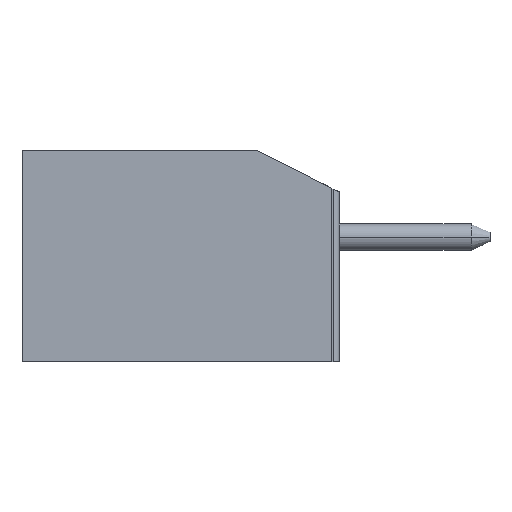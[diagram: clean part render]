
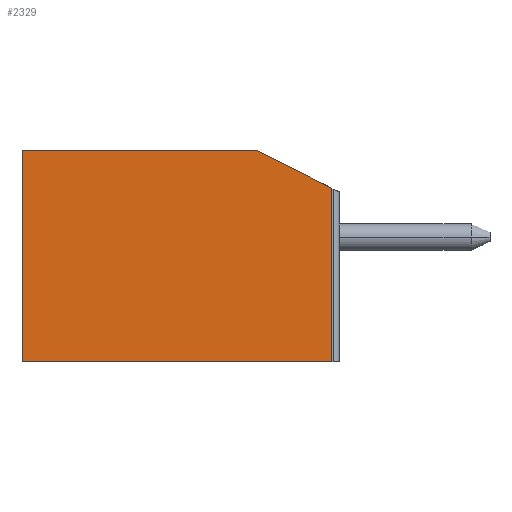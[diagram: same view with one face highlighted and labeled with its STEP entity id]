
A CAD part, left-side view. The second image highlights one B-rep face of the part: STEP entity #2329.
In plain terms, the highlighted planar face has unit normal (-1, 0, 0).
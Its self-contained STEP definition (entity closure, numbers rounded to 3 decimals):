
#5=DIRECTION('',(0.,0.,1.));
#6=VECTOR('',#5,4.6);
#7=CARTESIAN_POINT('',(-6.49,0.,-2.8));
#8=LINE('',#7,#6);
#495=DIRECTION('',(0.,0.894,0.447));
#496=VECTOR('',#495,2.236);
#497=CARTESIAN_POINT('',(-6.49,0.,1.8));
#498=LINE('',#497,#496);
#499=DIRECTION('',(0.,1.,0.));
#500=VECTOR('',#499,8.2);
#501=CARTESIAN_POINT('',(-6.49,0.,-2.8));
#502=LINE('',#501,#500);
#523=DIRECTION('',(0.,0.,1.));
#524=VECTOR('',#523,5.6);
#525=CARTESIAN_POINT('',(-6.49,8.2,-2.8));
#526=LINE('',#525,#524);
#1019=DIRECTION('',(0.,1.,0.));
#1020=VECTOR('',#1019,6.2);
#1021=CARTESIAN_POINT('',(-6.49,2.,2.8));
#1022=LINE('',#1021,#1020);
#1351=CARTESIAN_POINT('',(-6.49,8.2,-2.8));
#1352=CARTESIAN_POINT('',(-6.49,8.2,2.8));
#1353=VERTEX_POINT('',#1351);
#1354=VERTEX_POINT('',#1352);
#1359=CARTESIAN_POINT('',(-6.49,0.,-2.8));
#1360=VERTEX_POINT('',#1359);
#1423=CARTESIAN_POINT('',(-6.49,0.,1.8));
#1424=CARTESIAN_POINT('',(-6.49,2.,2.8));
#1425=VERTEX_POINT('',#1423);
#1426=VERTEX_POINT('',#1424);
#2315=CARTESIAN_POINT('',(-6.49,0.,-2.8));
#2316=DIRECTION('',(-1.,0.,0.));
#2317=DIRECTION('',(0.,0.,1.));
#2318=AXIS2_PLACEMENT_3D('',#2315,#2316,#2317);
#2319=PLANE('',#2318);
#2320=ORIENTED_EDGE('',*,*,#1989,.F.);
#2321=ORIENTED_EDGE('',*,*,#1734,.F.);
#2322=ORIENTED_EDGE('',*,*,#1861,.T.);
#2324=ORIENTED_EDGE('',*,*,#2323,.T.);
#2326=ORIENTED_EDGE('',*,*,#2325,.F.);
#2327=EDGE_LOOP('',(#2320,#2321,#2322,#2324,#2326));
#2328=FACE_OUTER_BOUND('',#2327,.F.);
#1734=EDGE_CURVE('',#1360,#1425,#8,.T.);
#1861=EDGE_CURVE('',#1360,#1353,#502,.T.);
#1989=EDGE_CURVE('',#1425,#1426,#498,.T.);
#2323=EDGE_CURVE('',#1353,#1354,#526,.T.);
#2325=EDGE_CURVE('',#1426,#1354,#1022,.T.);
#2329=ADVANCED_FACE('',(#2328),#2319,.T.);
